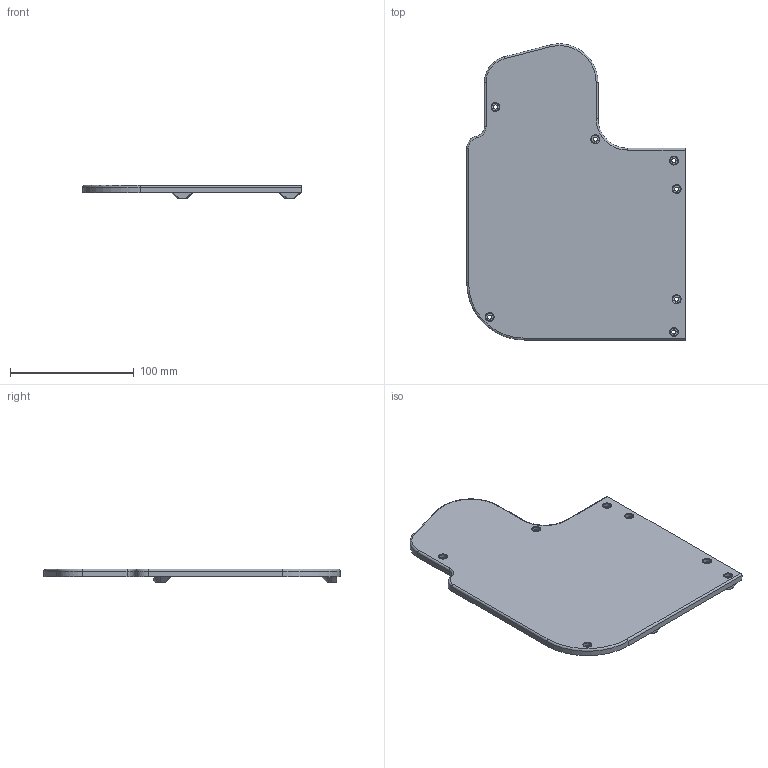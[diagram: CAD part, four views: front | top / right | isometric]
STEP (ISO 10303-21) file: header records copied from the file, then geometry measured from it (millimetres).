
FILE_DESCRIPTION (( 'STEP AP214' ), '1' );
FILE_NAME ('Base.STEP', '2024-12-08T11:11:07', ( '' ), ( '' ), 'SwSTEP 2.0', 'SolidWorks 2024', '' );
FILE_SCHEMA (( 'AUTOMOTIVE_DESIGN' ));
Length unit declared in the file: millimetre
Products named in the file (1): Base
Bounding box: 176.71 x 239.28 x 11 mm (x, y, z)
Volume: 206631.6 mm3; surface area: 73857.5 mm2
Topology: 1 solids, 1 shells, 118 faces, 264 edges, 167 vertices
Faces by surface type: cylinder 56, plane 32, cone 24, torus 6
Entity records: 3480 total; most frequent: CARTESIAN_POINT 664, DIRECTION 651, ORIENTED_EDGE 528, AXIS2_PLACEMENT_3D 274, EDGE_CURVE 264, VERTEX_POINT 167, CIRCLE 155, EDGE_LOOP 151
